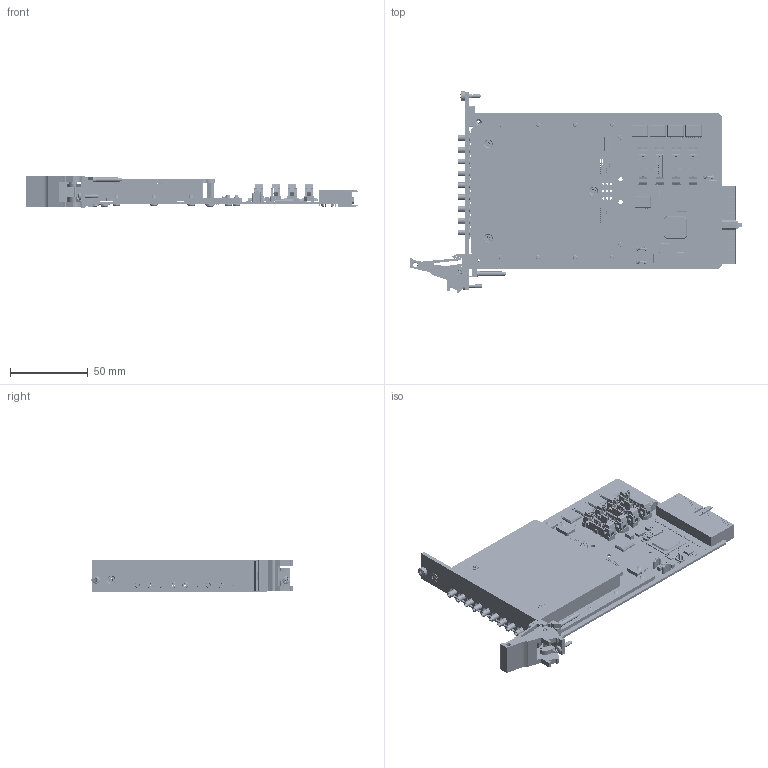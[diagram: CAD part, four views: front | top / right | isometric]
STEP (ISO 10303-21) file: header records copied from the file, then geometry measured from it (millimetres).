
FILE_DESCRIPTION (( 'STEP AP214' ), '1' );
FILE_NAME ('40-830-003 Triple SPDT RF Switch SMB.STEP', '2013-09-10T14:55:18', ( 'admin' ), ( '' ), 'SwSTEP 2.0', 'SolidWorks 2012', '' );
FILE_SCHEMA (( 'AUTOMOTIVE_DESIGN' ));
Length unit declared in the file: millimetre
Products named in the file (1): 40-830-003 Triple SPDT RF Switch SMB
Bounding box: 214.01 x 129.67 x 20 mm (x, y, z)
Surface area: 83840.1 mm2 (no closed solid volume)
Topology: 0 solids, 740 shells, 4544 faces, 20429 edges, 15949 vertices
Faces by surface type: plane 3485, cylinder 831, cone 128, torus 68, bspline 25, sphere 7
Full cylindrical faces by diameter (mm): 0.2 x1, 0.6 x110, 0.66 x39, 0.762 x57, 0.8 x4, 1.067 x29, 1.4 x6, 1.496 x2, 1.524 x11, 2 x5, 2.05 x1, 2.08 x9, 2.45 x8, 2.5 x3, 2.6 x1, 2.7 x3, 2.8 x1, 3 x3, 3.21 x9, 3.71 x18, 3.9 x4, 4.7 x4, 4.85 x13, 5 x3, 5.3 x1, 5.9 x1, 6 x1, 6.75 x9, 6.8 x3, 6.95 x9
Entity records: 260107 total; most frequent: CARTESIAN_POINT 51381, DIRECTION 31455, ORIENTED_EDGE 26653, EDGE_CURVE 19726, VERTEX_POINT 15780, VECTOR 15433, LINE 15433, AXIS2_PLACEMENT_3D 8011
